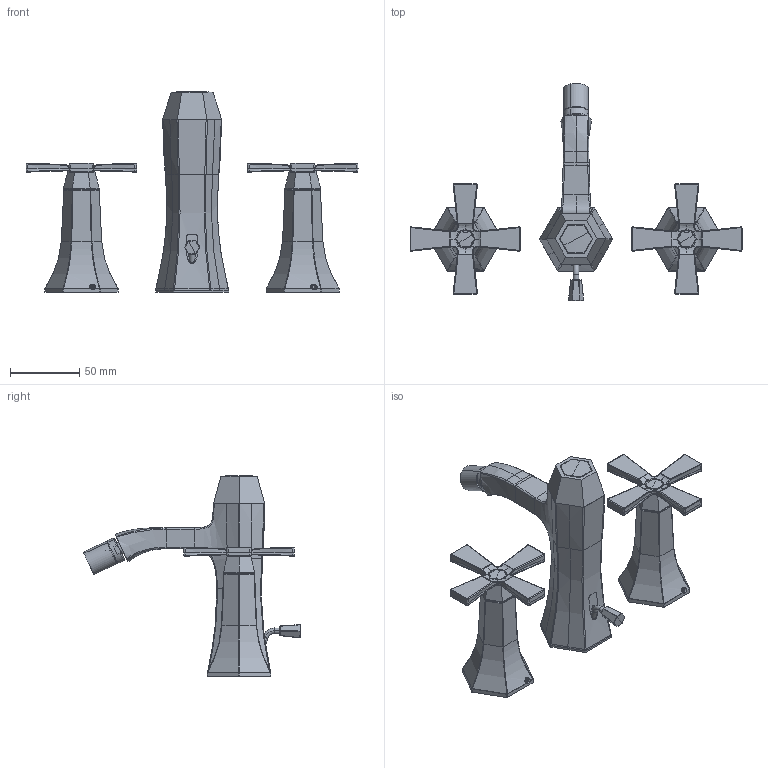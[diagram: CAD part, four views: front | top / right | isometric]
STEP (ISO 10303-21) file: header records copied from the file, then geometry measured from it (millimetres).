
FILE_DESCRIPTION(('CATIA V5 STEP Exchange'),'2;1');
FILE_NAME('CX 00122 0 Tre fori bidet.stp','2019-02-22T10:48:03+00:00',('none'),('none'),'Version 5-6 Release 2013','CATIA V5 STEP AP203','none');
FILE_SCHEMA(('CONFIG_CONTROL_DESIGN'));
Length unit declared in the file: millimetre
Products named in the file (1): PR.0285.02_AllCATPart
Bounding box: 240.14 x 157.18 x 145.38 mm (x, y, z)
Volume: 161060.1 mm3; surface area: 114918.1 mm2
Topology: 49 solids, 49 shells, 2899 faces, 7240 edges, 4335 vertices
Faces by surface type: plane 1062, cylinder 799, bspline 470, cone 266, torus 164, sphere 126, revolution 12
Entity records: 119681 total; most frequent: CARTESIAN_POINT 62379, ORIENTED_EDGE 14224, DIRECTION 7466, EDGE_CURVE 7112, VERTEX_POINT 4335, AXIS2_PLACEMENT_3D 3468, EDGE_LOOP 3025, ADVANCED_FACE 2899
